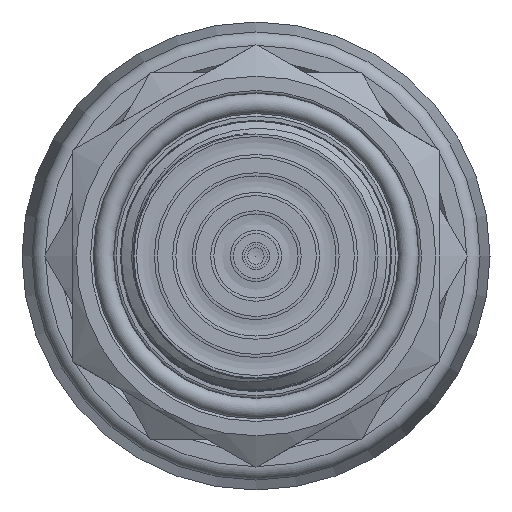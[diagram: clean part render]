
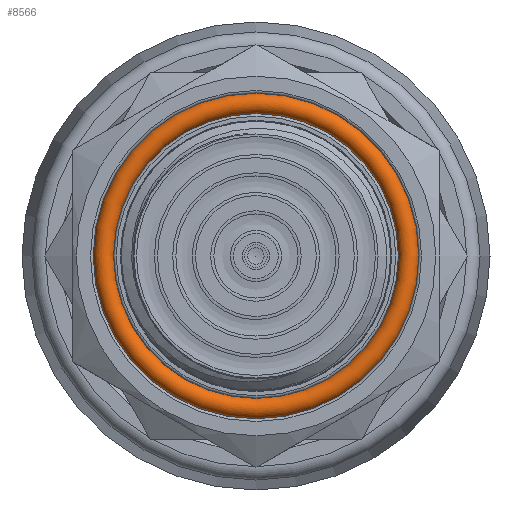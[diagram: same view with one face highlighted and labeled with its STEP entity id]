
A CAD part, left-side view. The second image highlights one B-rep face of the part: STEP entity #8566.
In plain terms, the highlighted toroidal (fillet/blend) face has major radius 11.25 mm and minor radius 0.75 mm.
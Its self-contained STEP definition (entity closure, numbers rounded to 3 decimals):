
#92=TOROIDAL_SURFACE('',#9021,11.25,0.75);
#1046=FACE_OUTER_BOUND('',#1590,.T.);
#1590=EDGE_LOOP('',(#7973,#7974,#7975,#7976));
#1761=CIRCLE('',#9022,0.75);
#1762=CIRCLE('',#9023,10.5);
#4100=VERTEX_POINT('',#32550);
#5391=EDGE_CURVE('',#4100,#4100,#1761,.T.);
#5392=EDGE_CURVE('',#4100,#4100,#1762,.T.);
#7973=ORIENTED_EDGE('',*,*,#5391,.F.);
#7974=ORIENTED_EDGE('',*,*,#5392,.T.);
#7975=ORIENTED_EDGE('',*,*,#5391,.T.);
#7976=ORIENTED_EDGE('',*,*,#5392,.F.);
#8566=ADVANCED_FACE('',(#1046),#92,.T.);
#9021=AXIS2_PLACEMENT_3D('',#32549,#10213,#10214);
#9022=AXIS2_PLACEMENT_3D('',#32551,#10215,#10216);
#9023=AXIS2_PLACEMENT_3D('',#32552,#10217,#10218);
#10213=DIRECTION('center_axis',(1.,0.,0.));
#10214=DIRECTION('ref_axis',(0.,0.,-1.));
#10215=DIRECTION('center_axis',(0.,-1.,0.));
#10216=DIRECTION('ref_axis',(0.,0.,1.));
#10217=DIRECTION('center_axis',(-1.,0.,0.));
#10218=DIRECTION('ref_axis',(0.,0.,-1.));
#32549=CARTESIAN_POINT('Origin',(15.2,0.,0.));
#32550=CARTESIAN_POINT('',(15.2,0.,10.5));
#32551=CARTESIAN_POINT('Origin',(15.2,0.,11.25));
#32552=CARTESIAN_POINT('Origin',(15.2,0.,0.));
